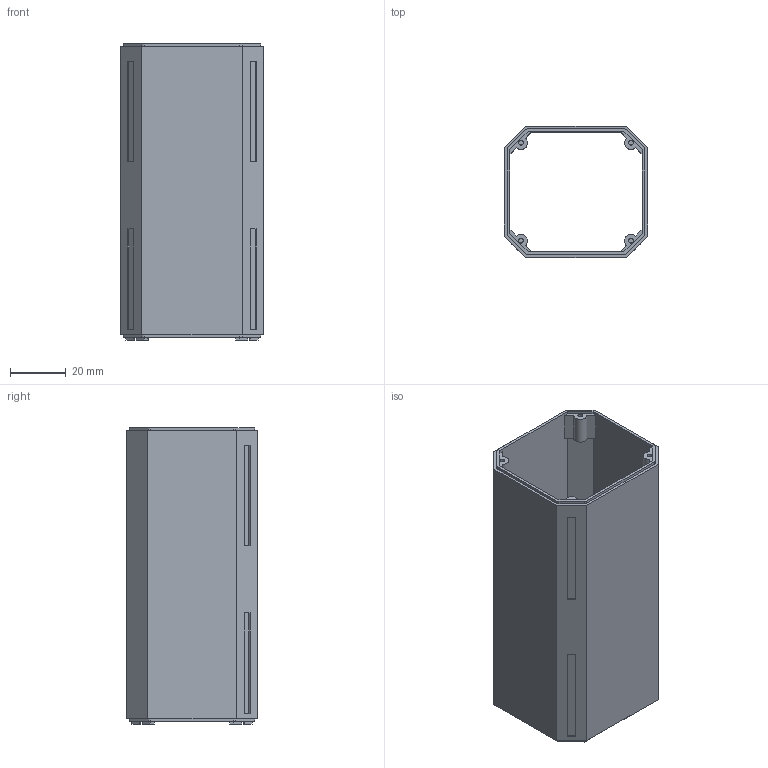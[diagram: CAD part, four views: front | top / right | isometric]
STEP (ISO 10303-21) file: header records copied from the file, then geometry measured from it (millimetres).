
FILE_DESCRIPTION((''),'2;1');
FILE_NAME('MicroLab_Center_Shell.stp','2012-11-01T16:18:45',('gsousa'),(''),'Autodesk Inventor 2013','Autodesk Inventor 2013','');
FILE_SCHEMA(('AUTOMOTIVE_DESIGN { 1 0 10303 214 1 1 1 1 }'));
Length unit declared in the file: inch
Products named in the file (1): MicroLab_Center_Shell
Bounding box: 51.3 x 47 x 106.03 mm (x, y, z)
Volume: 37505.3 mm3; surface area: 38078.8 mm2
Topology: 1 solids, 1 shells, 165 faces, 456 edges, 301 vertices
Faces by surface type: plane 127, cylinder 38
Full cylindrical faces by diameter (mm): 1.7 x8, 2.34 x4
Entity records: 5323 total; most frequent: CARTESIAN_POINT 897, ORIENTED_EDGE 874, DIRECTION 853, EDGE_CURVE 437, VECTOR 353, LINE 353, VERTEX_POINT 294, AXIS2_PLACEMENT_3D 250
